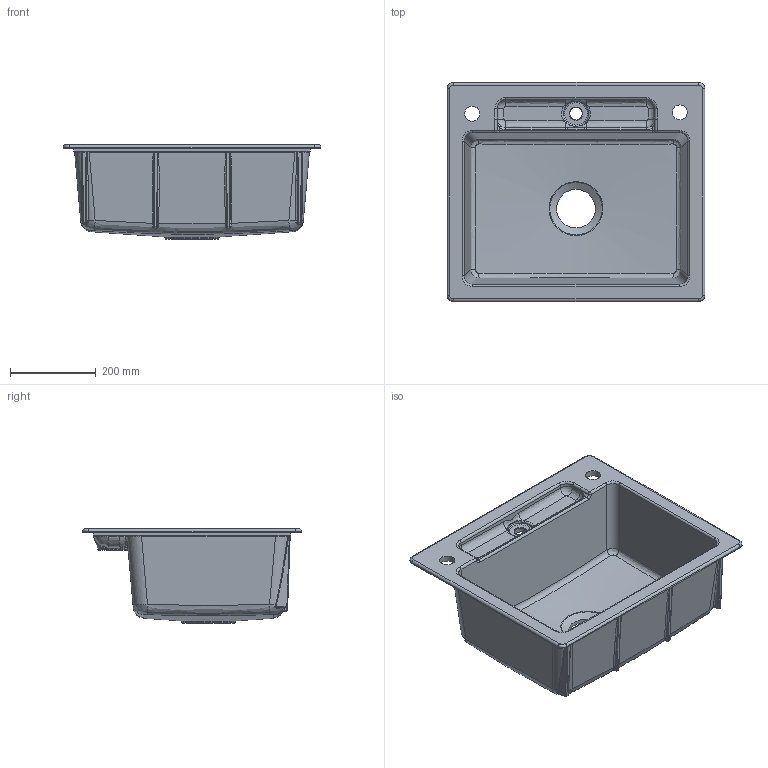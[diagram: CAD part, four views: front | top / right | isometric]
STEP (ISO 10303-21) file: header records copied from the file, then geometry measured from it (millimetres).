
FILE_DESCRIPTION(/* description */ (''),/* implementation_level */ '2;1');
FILE_NAME(/* name */ '334600_Siluet_Spuele.stp',/* time_stamp */ '2019-03-01T09:25:06+01:00',/* author */ (''),/* organization */ (''),/* preprocessor_version */ 'ST-DEVELOPER v16',/* originating_system */ 'SIEMENS PLM Software NX 10.0',/* authorisation */ '');
FILE_SCHEMA (('AUTOMOTIVE_DESIGN { 1 0 10303 214 3 1 1 1 }'));
Length unit declared in the file: millimetre
Products named in the file (1): Sier1198C463oayx
Bounding box: 601.12 x 511.12 x 220 mm (x, y, z)
Volume: 8052232.9 mm3; surface area: 1206707.5 mm2
Topology: 1 solids, 1 shells, 305 faces, 727 edges, 410 vertices
Faces by surface type: bspline 141, cylinder 80, plane 50, sphere 14, cone 10, torus 10
Full cylindrical faces by diameter (mm): 29 x1, 35 x2, 90 x1
Entity records: 13615 total; most frequent: CARTESIAN_POINT 7613, ORIENTED_EDGE 1388, DIRECTION 1050, EDGE_CURVE 694, AXIS2_PLACEMENT_3D 441, VERTEX_POINT 406, EDGE_LOOP 328, ADVANCED_FACE 305
